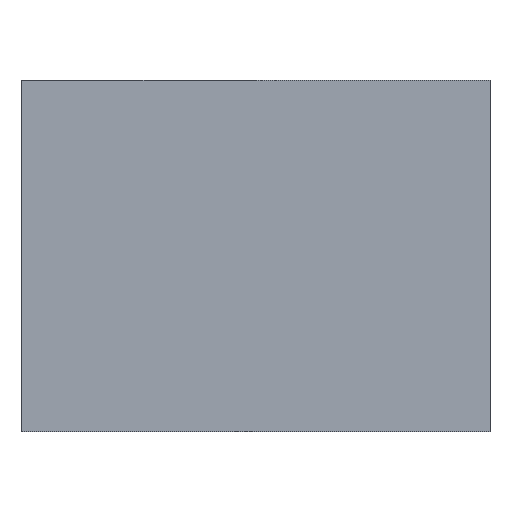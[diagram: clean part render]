
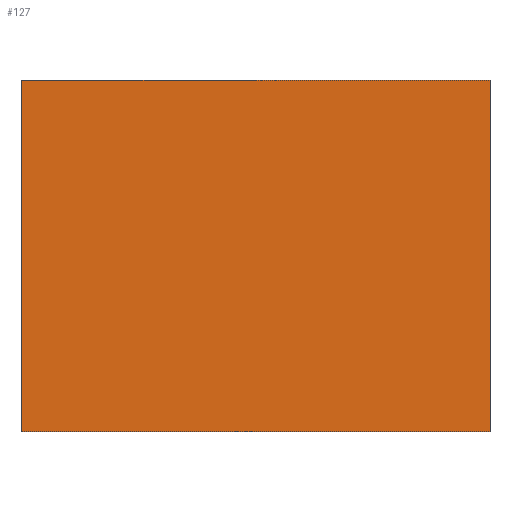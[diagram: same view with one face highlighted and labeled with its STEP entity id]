
A CAD part, front view. The second image highlights one B-rep face of the part: STEP entity #127.
In plain terms, the highlighted planar face has unit normal (0, -1, 0).
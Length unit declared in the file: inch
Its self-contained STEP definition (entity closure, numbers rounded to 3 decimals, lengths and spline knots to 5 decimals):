
#15=LINE('',#203,#27);
#19=LINE('',#211,#31);
#22=LINE('',#217,#34);
#25=LINE('',#222,#37);
#27=VECTOR('',#171,0.3937);
#31=VECTOR('',#177,0.3937);
#34=VECTOR('',#182,0.3937);
#37=VECTOR('',#187,0.3937);
#44=PLANE('',#157);
#54=FACE_OUTER_BOUND('',#63,.T.);
#63=EDGE_LOOP('',(#111,#112,#113,#114));
#70=VERTEX_POINT('',#201);
#71=VERTEX_POINT('',#202);
#74=VERTEX_POINT('',#210);
#76=VERTEX_POINT('',#216);
#80=EDGE_CURVE('',#70,#71,#15,.T.);
#84=EDGE_CURVE('',#71,#74,#19,.T.);
#87=EDGE_CURVE('',#74,#76,#22,.T.);
#90=EDGE_CURVE('',#76,#70,#25,.T.);
#111=ORIENTED_EDGE('',*,*,#90,.T.);
#112=ORIENTED_EDGE('',*,*,#80,.T.);
#113=ORIENTED_EDGE('',*,*,#84,.T.);
#114=ORIENTED_EDGE('',*,*,#87,.T.);
#127=ADVANCED_FACE('',(#54),#44,.F.);
#157=AXIS2_PLACEMENT_3D('',#224,#189,#190);
#171=DIRECTION('',(0.,0.,-1.));
#177=DIRECTION('',(1.,0.,0.));
#182=DIRECTION('',(0.,0.,1.));
#187=DIRECTION('',(-1.,0.,0.));
#189=DIRECTION('center_axis',(0.,1.,0.));
#190=DIRECTION('ref_axis',(0.,0.,1.));
#201=CARTESIAN_POINT('',(-1.,0.,0.));
#202=CARTESIAN_POINT('',(-1.,0.,-0.75));
#203=CARTESIAN_POINT('',(-1.,0.,0.));
#210=CARTESIAN_POINT('',(0.,0.,-0.75));
#211=CARTESIAN_POINT('',(-1.,0.,-0.75));
#216=CARTESIAN_POINT('',(0.,0.,0.));
#217=CARTESIAN_POINT('',(0.,0.,-0.75));
#222=CARTESIAN_POINT('',(0.,0.,0.));
#224=CARTESIAN_POINT('Origin',(-0.5,0.,-0.375));
